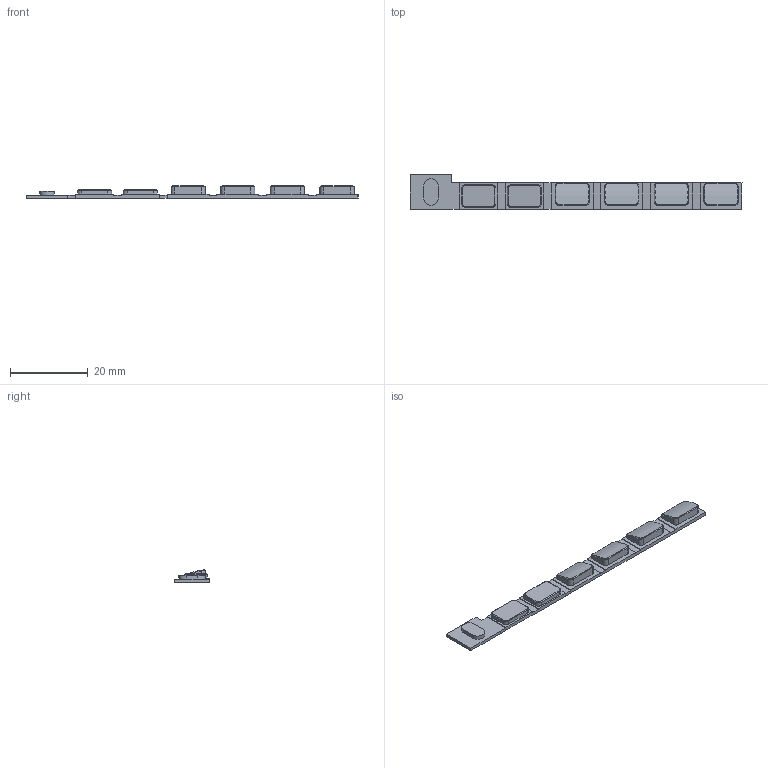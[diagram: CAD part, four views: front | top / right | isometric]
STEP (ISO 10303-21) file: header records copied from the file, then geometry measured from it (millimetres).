
FILE_DESCRIPTION(/* description */ (''),/* implementation_level */ '2;1');
FILE_NAME(/* name */ 'Back Buttons.step',/* time_stamp */ '2025-06-29T12:13:55+03:00',/* author */ (''),/* organization */ (''),/* preprocessor_version */ 'ST-DEVELOPER v20.1',/* originating_system */ 'Autodesk Translation Framework v14.4.0.0',/* authorisation */ '');
FILE_SCHEMA (('AUTOMOTIVE_DESIGN { 1 0 10303 214 3 1 1 }'));
Length unit declared in the file: millimetre
Products named in the file (1): Back Buttons
Bounding box: 85.6 x 8.88 x 3.17 mm (x, y, z)
Volume: 922.2 mm3; surface area: 1736.3 mm2
Topology: 1 solids, 1 shells, 214 faces, 553 edges, 351 vertices
Faces by surface type: plane 110, cylinder 56, bspline 32, cone 16
Entity records: 7482 total; most frequent: CARTESIAN_POINT 2367, ORIENTED_EDGE 1106, DIRECTION 967, EDGE_CURVE 553, LINE 377, VECTOR 377, VERTEX_POINT 351, AXIS2_PLACEMENT_3D 295
